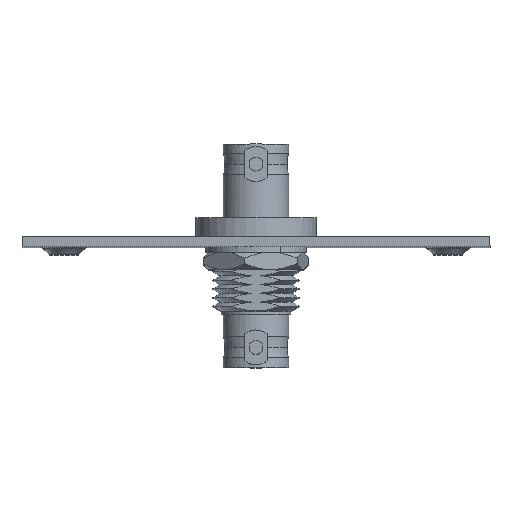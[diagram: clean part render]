
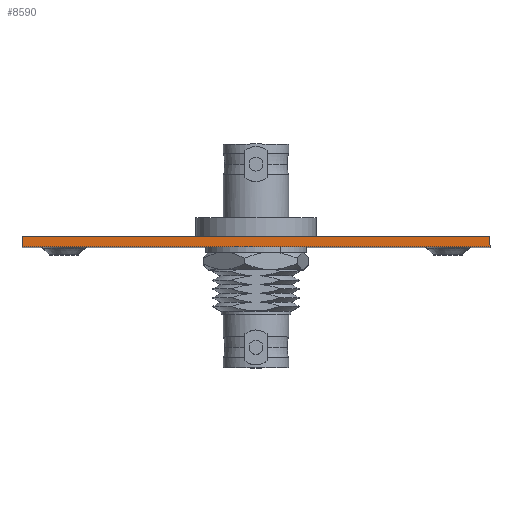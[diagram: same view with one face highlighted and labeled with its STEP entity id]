
A CAD part, top view. The second image highlights one B-rep face of the part: STEP entity #8590.
In plain terms, the highlighted planar face has unit normal (0, 0, 1).
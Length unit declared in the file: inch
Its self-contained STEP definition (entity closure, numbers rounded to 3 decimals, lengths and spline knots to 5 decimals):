
#188 = VECTOR ( 'NONE', #362, 39.37008 ) ;
#362 = DIRECTION ( 'NONE',  ( 0., 1., 0. ) ) ;
#1457 = LINE ( 'NONE', #5031, #9917 ) ;
#1571 = CARTESIAN_POINT ( 'NONE',  ( 1.34, 0.06, 1.615 ) ) ;
#2370 = VERTEX_POINT ( 'NONE', #10582 ) ;
#2581 = VECTOR ( 'NONE', #7754, 39.37008 ) ;
#2845 = ORIENTED_EDGE ( 'NONE', *, *, #9001, .F. ) ;
#2967 = DIRECTION ( 'NONE',  ( 0., -1., 0. ) ) ;
#3252 = VERTEX_POINT ( 'NONE', #10833 ) ;
#3384 = DIRECTION ( 'NONE',  ( 0., 0., -1. ) ) ;
#3836 = EDGE_CURVE ( 'NONE', #3252, #2370, #10912, .T. ) ;
#4043 = CARTESIAN_POINT ( 'NONE',  ( -1.34, 0., 1.615 ) ) ;
#4418 = AXIS2_PLACEMENT_3D ( 'NONE', #11214, #3384, #6940 ) ;
#4482 = CARTESIAN_POINT ( 'NONE',  ( 1.34, 0., 1.615 ) ) ;
#4877 = EDGE_CURVE ( 'NONE', #6722, #10078, #5423, .T. ) ;
#5031 = CARTESIAN_POINT ( 'NONE',  ( -1.34, 0.06, 1.615 ) ) ;
#5423 = LINE ( 'NONE', #9874, #188 ) ;
#5600 = CARTESIAN_POINT ( 'NONE',  ( -1.34, 0.06, 1.615 ) ) ;
#5968 = VECTOR ( 'NONE', #2967, 39.37008 ) ;
#6709 = ORIENTED_EDGE ( 'NONE', *, *, #4877, .T. ) ;
#6722 = VERTEX_POINT ( 'NONE', #4482 ) ;
#6940 = DIRECTION ( 'NONE',  ( -1., 0., 0. ) ) ;
#7554 = LINE ( 'NONE', #4043, #2581 ) ;
#7742 = PLANE ( 'NONE',  #4418 ) ;
#7754 = DIRECTION ( 'NONE',  ( 1., 0., 0. ) ) ;
#8025 = ORIENTED_EDGE ( 'NONE', *, *, #8174, .T. ) ;
#8174 = EDGE_CURVE ( 'NONE', #2370, #6722, #7554, .T. ) ;
#8590 = ADVANCED_FACE ( 'NONE', ( #11156 ), #7742, .F. ) ;
#8818 = EDGE_LOOP ( 'NONE', ( #2845, #10015, #8025, #6709 ) ) ;
#9001 = EDGE_CURVE ( 'NONE', #3252, #10078, #1457, .T. ) ;
#9874 = CARTESIAN_POINT ( 'NONE',  ( 1.34, 0., 1.615 ) ) ;
#9917 = VECTOR ( 'NONE', #11087, 39.37008 ) ;
#10015 = ORIENTED_EDGE ( 'NONE', *, *, #3836, .T. ) ;
#10078 = VERTEX_POINT ( 'NONE', #1571 ) ;
#10582 = CARTESIAN_POINT ( 'NONE',  ( -1.34, 0., 1.615 ) ) ;
#10833 = CARTESIAN_POINT ( 'NONE',  ( -1.34, 0.06, 1.615 ) ) ;
#10912 = LINE ( 'NONE', #5600, #5968 ) ;
#11087 = DIRECTION ( 'NONE',  ( 1., 0., 0. ) ) ;
#11156 = FACE_OUTER_BOUND ( 'NONE', #8818, .T. ) ;
#11214 = CARTESIAN_POINT ( 'NONE',  ( -1.34, 0.06, 1.615 ) ) ;
